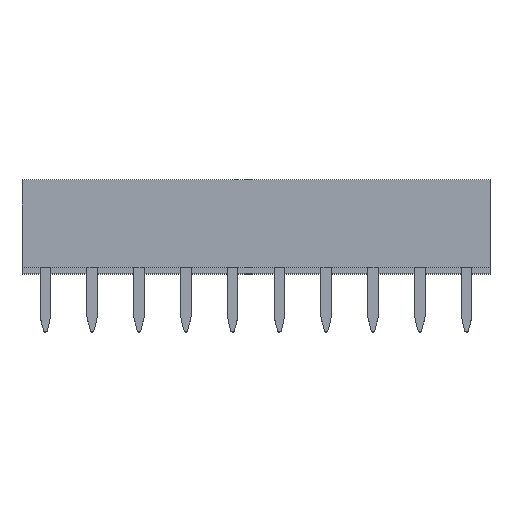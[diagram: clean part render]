
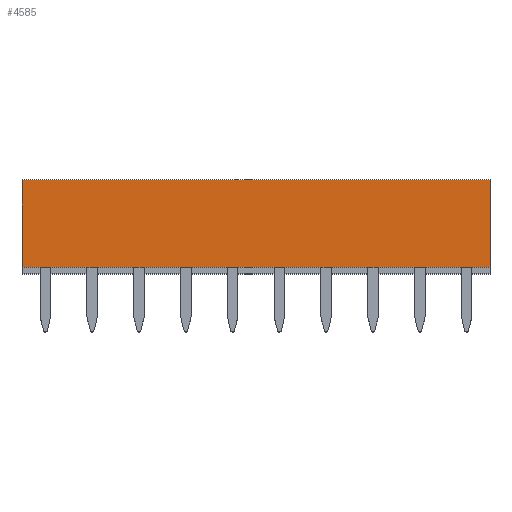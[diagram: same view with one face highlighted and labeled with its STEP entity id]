
A CAD part, top view. The second image highlights one B-rep face of the part: STEP entity #4585.
In plain terms, the highlighted planar face has unit normal (0, 0, 1).
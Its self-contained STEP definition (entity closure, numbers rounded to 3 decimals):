
#4585=ADVANCED_FACE('',(#12175),#12176,.T.);
#9709=VERTEX_POINT('',#17440);
#9713=VERTEX_POINT('',#17444);
#9715=EDGE_CURVE('',#9713,#9709,#17446,.T.);
#9719=VERTEX_POINT('',#17450);
#9721=EDGE_CURVE('',#9709,#9719,#17452,.T.);
#9723=VERTEX_POINT('',#17454);
#9725=EDGE_CURVE('',#9723,#9719,#17456,.T.);
#9727=EDGE_CURVE('',#9723,#9713,#17458,.T.);
#12175=FACE_OUTER_BOUND('',#19916,.T.);
#12176=PLANE('',#19917);
#17440=CARTESIAN_POINT('',(-12.7,1.,5.08));
#17444=CARTESIAN_POINT('',(12.7,1.,5.08));
#17446=LINE('',#27955,#27956);
#17450=CARTESIAN_POINT('',(-12.7,-3.75,5.08));
#17452=LINE('',#27965,#27966);
#17454=CARTESIAN_POINT('',(12.7,-3.75,5.08));
#17456=LINE('',#27971,#27972);
#17458=LINE('',#27975,#27976);
#19916=EDGE_LOOP('',(#34326,#34327,#34328,#34329));
#19917=AXIS2_PLACEMENT_3D('',#34330,#34331,#34332);
#27955=CARTESIAN_POINT('',(12.7,1.,5.08));
#27956=VECTOR('',#37234,1.0);
#27965=CARTESIAN_POINT('',(-12.7,-3.75,5.08));
#27966=VECTOR('',#37236,1.0);
#27971=CARTESIAN_POINT('',(12.7,-3.75,5.08));
#27972=VECTOR('',#37237,1.0);
#27975=CARTESIAN_POINT('',(12.7,-3.75,5.08));
#27976=VECTOR('',#37238,1.0);
#34326=ORIENTED_EDGE('',*,*,#9721,.T.);
#34327=ORIENTED_EDGE('',*,*,#9725,.F.);
#34328=ORIENTED_EDGE('',*,*,#9727,.T.);
#34329=ORIENTED_EDGE('',*,*,#9715,.T.);
#34330=CARTESIAN_POINT('',(12.7,1.,5.08));
#34331=DIRECTION('',(0.,0.,1.0));
#34332=DIRECTION('',(1.0,0.,0.0));
#37234=DIRECTION('',(-1.0,0.0,0.));
#37236=DIRECTION('',(0.,-1.0,0.));
#37237=DIRECTION('',(-1.0,0.0,0.));
#37238=DIRECTION('',(0.,1.0,0.));
